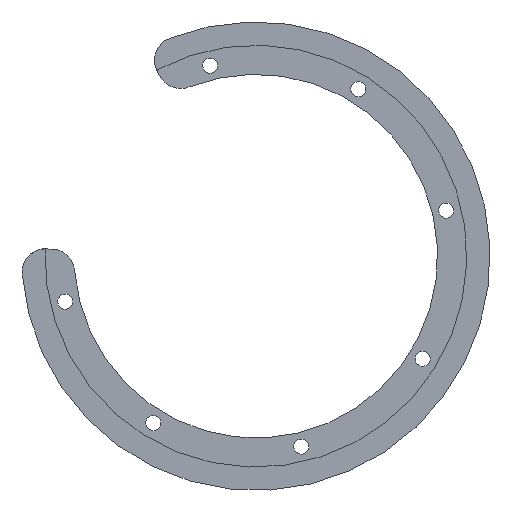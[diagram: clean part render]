
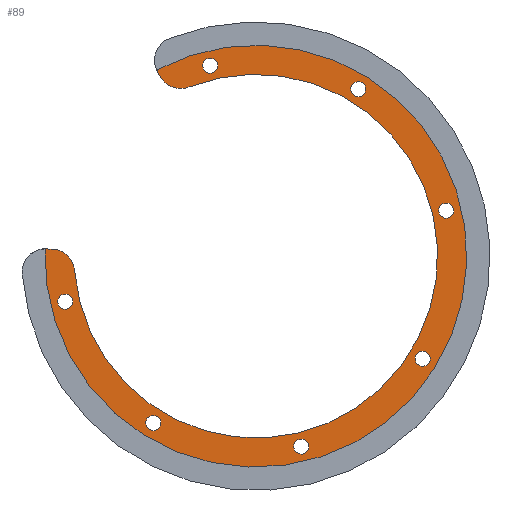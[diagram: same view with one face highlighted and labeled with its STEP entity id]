
A CAD part, front view. The second image highlights one B-rep face of the part: STEP entity #89.
In plain terms, the highlighted planar face has unit normal (0, -1, 0).
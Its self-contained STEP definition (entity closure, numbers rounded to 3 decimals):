
#38=(
BOUNDED_CURVE()
B_SPLINE_CURVE(3,(#659,#660,#661,#662),.UNSPECIFIED.,.F.,.F.)
B_SPLINE_CURVE_WITH_KNOTS((4,4),(0.,1.),.UNSPECIFIED.)
CURVE()
GEOMETRIC_REPRESENTATION_ITEM()
RATIONAL_B_SPLINE_CURVE((0.573,0.476,0.476,
0.573))
REPRESENTATION_ITEM('')
);
#41=B_SPLINE_CURVE_WITH_KNOTS('',3,(#666,#667,#668,#669),.UNSPECIFIED.,
 .F.,.F.,(4,4),(0.,1.),.UNSPECIFIED.);
#56=FACE_BOUND('',#142,.T.);
#57=FACE_BOUND('',#143,.T.);
#58=FACE_BOUND('',#144,.T.);
#59=FACE_BOUND('',#145,.T.);
#60=FACE_BOUND('',#146,.T.);
#61=FACE_BOUND('',#147,.T.);
#62=FACE_BOUND('',#148,.T.);
#63=FACE_BOUND('',#149,.T.);
#81=PLANE('',#446);
#89=ADVANCED_FACE('',(#56,#57,#58,#59,#60,#61,#62,#63),#81,.T.);
#142=EDGE_LOOP('',(#234));
#143=EDGE_LOOP('',(#235));
#144=EDGE_LOOP('',(#236));
#145=EDGE_LOOP('',(#237));
#146=EDGE_LOOP('',(#238));
#147=EDGE_LOOP('',(#239));
#148=EDGE_LOOP('',(#240));
#149=EDGE_LOOP('',(#241,#242,#243,#244,#245,#246,#247,#248));
#172=CIRCLE('',#414,39.);
#177=CIRCLE('',#421,45.25);
#189=CIRCLE('',#437,1.621);
#190=CIRCLE('',#438,1.621);
#191=CIRCLE('',#439,1.621);
#192=CIRCLE('',#440,1.621);
#193=CIRCLE('',#441,1.621);
#194=CIRCLE('',#442,1.621);
#195=CIRCLE('',#443,1.621);
#196=CIRCLE('',#444,5.);
#197=CIRCLE('',#445,5.);
#234=ORIENTED_EDGE('',*,*,#368,.F.);
#235=ORIENTED_EDGE('',*,*,#369,.F.);
#236=ORIENTED_EDGE('',*,*,#370,.F.);
#237=ORIENTED_EDGE('',*,*,#371,.F.);
#238=ORIENTED_EDGE('',*,*,#372,.F.);
#239=ORIENTED_EDGE('',*,*,#373,.F.);
#240=ORIENTED_EDGE('',*,*,#374,.F.);
#241=ORIENTED_EDGE('',*,*,#346,.F.);
#242=ORIENTED_EDGE('',*,*,#375,.T.);
#243=ORIENTED_EDGE('',*,*,#349,.F.);
#244=ORIENTED_EDGE('',*,*,#376,.T.);
#245=ORIENTED_EDGE('',*,*,#340,.F.);
#246=ORIENTED_EDGE('',*,*,#377,.F.);
#247=ORIENTED_EDGE('',*,*,#378,.F.);
#248=ORIENTED_EDGE('',*,*,#379,.F.);
#300=VERTEX_POINT('',#575);
#302=VERTEX_POINT('',#579);
#307=VERTEX_POINT('',#592);
#308=VERTEX_POINT('',#594);
#309=VERTEX_POINT('',#598);
#311=VERTEX_POINT('',#601);
#326=VERTEX_POINT('',#644);
#327=VERTEX_POINT('',#646);
#328=VERTEX_POINT('',#648);
#329=VERTEX_POINT('',#650);
#330=VERTEX_POINT('',#652);
#331=VERTEX_POINT('',#654);
#332=VERTEX_POINT('',#656);
#333=VERTEX_POINT('',#663);
#334=VERTEX_POINT('',#665);
#340=EDGE_CURVE('',#302,#300,#172,.T.);
#346=EDGE_CURVE('',#307,#308,#177,.T.);
#349=EDGE_CURVE('',#309,#311,#392,.T.);
#368=EDGE_CURVE('',#326,#326,#189,.T.);
#369=EDGE_CURVE('',#327,#327,#190,.T.);
#370=EDGE_CURVE('',#328,#328,#191,.T.);
#371=EDGE_CURVE('',#329,#329,#192,.T.);
#372=EDGE_CURVE('',#330,#330,#193,.T.);
#373=EDGE_CURVE('',#331,#331,#194,.T.);
#374=EDGE_CURVE('',#332,#332,#195,.T.);
#375=EDGE_CURVE('',#307,#311,#196,.T.);
#376=EDGE_CURVE('',#309,#300,#197,.T.);
#377=EDGE_CURVE('',#333,#302,#38,.T.);
#378=EDGE_CURVE('',#334,#333,#398,.T.);
#379=EDGE_CURVE('',#308,#334,#41,.T.);
#392=LINE('',#600,#404);
#398=LINE('',#664,#410);
#404=VECTOR('',#488,1.);
#410=VECTOR('',#540,1.);
#414=AXIS2_PLACEMENT_3D('',#580,#467,#468);
#421=AXIS2_PLACEMENT_3D('',#593,#482,#483);
#437=AXIS2_PLACEMENT_3D('',#643,#522,#523);
#438=AXIS2_PLACEMENT_3D('',#645,#524,#525);
#439=AXIS2_PLACEMENT_3D('',#647,#526,#527);
#440=AXIS2_PLACEMENT_3D('',#649,#528,#529);
#441=AXIS2_PLACEMENT_3D('',#651,#530,#531);
#442=AXIS2_PLACEMENT_3D('',#653,#532,#533);
#443=AXIS2_PLACEMENT_3D('',#655,#534,#535);
#444=AXIS2_PLACEMENT_3D('',#657,#536,#537);
#445=AXIS2_PLACEMENT_3D('',#658,#538,#539);
#446=AXIS2_PLACEMENT_3D('',#670,#541,#542);
#467=DIRECTION('',(0.,-1.,0.));
#468=DIRECTION('',(0.225,0.,-0.974));
#482=DIRECTION('',(0.,1.,0.));
#483=DIRECTION('',(0.225,0.,-0.974));
#488=DIRECTION('',(-0.47,0.,0.883));
#522=DIRECTION('',(0.,-1.,0.));
#523=DIRECTION('',(-0.046,0.,-0.999));
#524=DIRECTION('',(0.,-1.,0.));
#525=DIRECTION('',(-0.046,0.,-0.999));
#526=DIRECTION('',(0.,-1.,0.));
#527=DIRECTION('',(-0.046,0.,-0.999));
#528=DIRECTION('',(0.,-1.,0.));
#529=DIRECTION('',(-0.046,0.,-0.999));
#530=DIRECTION('',(0.,-1.,0.));
#531=DIRECTION('',(-0.046,0.,-0.999));
#532=DIRECTION('',(0.,-1.,0.));
#533=DIRECTION('',(-0.046,0.,-0.999));
#534=DIRECTION('',(0.,-1.,0.));
#535=DIRECTION('',(-0.046,0.,-0.999));
#536=DIRECTION('',(0.,-1.,0.));
#537=DIRECTION('',(-0.046,0.,-0.999));
#538=DIRECTION('',(0.,-1.,0.));
#539=DIRECTION('',(-0.046,0.,-0.999));
#540=DIRECTION('',(0.999,0.,-0.035));
#541=DIRECTION('',(0.,-1.,0.));
#542=DIRECTION('',(-0.046,0.,-0.999));
#575=CARTESIAN_POINT('',(40.71,29.95,40.503));
#579=CARTESIAN_POINT('',(16.123,29.95,1.125));
#580=CARTESIAN_POINT('',(55.,29.95,4.215));
#592=CARTESIAN_POINT('',(33.75,29.95,44.165));
#593=CARTESIAN_POINT('',(55.,29.95,4.215));
#594=CARTESIAN_POINT('',(9.777,29.95,5.775));
#598=CARTESIAN_POINT('',(34.464,29.95,42.806));
#600=CARTESIAN_POINT('',(36.679,29.95,38.644));
#601=CARTESIAN_POINT('',(33.873,29.95,43.917));
#643=CARTESIAN_POINT('',(14.151,29.95,-5.551));
#644=CARTESIAN_POINT('',(14.076,29.95,-7.17));
#645=CARTESIAN_POINT('',(33.021,29.95,-31.575));
#646=CARTESIAN_POINT('',(32.945,29.95,-33.194));
#647=CARTESIAN_POINT('',(45.235,29.95,45.064));
#648=CARTESIAN_POINT('',(45.159,29.95,43.444));
#649=CARTESIAN_POINT('',(64.765,29.95,-36.634));
#650=CARTESIAN_POINT('',(64.69,29.95,-38.253));
#651=CARTESIAN_POINT('',(76.979,29.95,40.005));
#652=CARTESIAN_POINT('',(76.904,29.95,38.385));
#653=CARTESIAN_POINT('',(90.79,29.95,-17.765));
#654=CARTESIAN_POINT('',(90.714,29.95,-19.384));
#655=CARTESIAN_POINT('',(95.849,29.95,13.98));
#656=CARTESIAN_POINT('',(95.774,29.95,12.361));
#657=CARTESIAN_POINT('',(38.287,29.95,46.265));
#658=CARTESIAN_POINT('',(38.878,29.95,45.155));
#659=CARTESIAN_POINT('',(11.311,29.95,5.726));
#660=CARTESIAN_POINT('',(13.981,29.95,5.634));
#661=CARTESIAN_POINT('',(15.911,29.95,3.788));
#662=CARTESIAN_POINT('',(16.123,29.95,1.125));
#663=CARTESIAN_POINT('',(11.315,29.95,5.726));
#664=CARTESIAN_POINT('',(9.777,29.95,5.779));
#665=CARTESIAN_POINT('',(9.916,29.95,5.773));
#666=CARTESIAN_POINT('',(9.777,29.95,5.771));
#667=CARTESIAN_POINT('',(9.823,29.95,5.772));
#668=CARTESIAN_POINT('',(9.87,29.95,5.773));
#669=CARTESIAN_POINT('',(9.916,29.95,5.772));
#670=CARTESIAN_POINT('',(55.,29.95,4.215));
